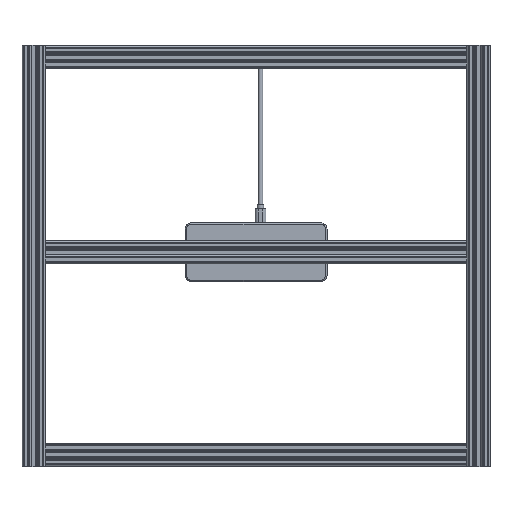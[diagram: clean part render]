
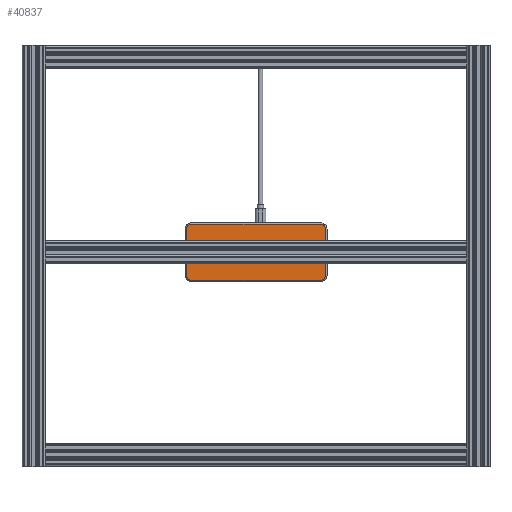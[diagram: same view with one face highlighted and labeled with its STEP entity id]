
A CAD part, front view. The second image highlights one B-rep face of the part: STEP entity #40837.
In plain terms, the highlighted planar face has unit normal (0, -1, 0).
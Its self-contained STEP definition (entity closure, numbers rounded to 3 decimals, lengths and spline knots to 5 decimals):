
#1821=CIRCLE('',#45599,0.0015);
#1822=CIRCLE('',#45600,0.0015);
#1823=CIRCLE('',#45601,0.0015);
#1824=CIRCLE('',#45602,0.0055);
#1825=CIRCLE('',#45603,0.0055);
#1826=CIRCLE('',#45604,0.0055);
#1827=CIRCLE('',#45605,0.0055);
#3797=ORIENTED_EDGE('',*,*,#15471,.T.);
#3798=ORIENTED_EDGE('',*,*,#15472,.T.);
#3799=ORIENTED_EDGE('',*,*,#15473,.T.);
#3800=ORIENTED_EDGE('',*,*,#15474,.F.);
#3801=ORIENTED_EDGE('',*,*,#15475,.T.);
#3802=ORIENTED_EDGE('',*,*,#15476,.T.);
#3803=ORIENTED_EDGE('',*,*,#15477,.F.);
#3804=ORIENTED_EDGE('',*,*,#15478,.T.);
#3805=ORIENTED_EDGE('',*,*,#15479,.T.);
#3806=ORIENTED_EDGE('',*,*,#15480,.T.);
#3807=ORIENTED_EDGE('',*,*,#15481,.T.);
#3808=ORIENTED_EDGE('',*,*,#15482,.T.);
#3809=ORIENTED_EDGE('',*,*,#15483,.T.);
#3810=ORIENTED_EDGE('',*,*,#15484,.T.);
#3811=ORIENTED_EDGE('',*,*,#15485,.T.);
#15471=EDGE_CURVE('',#21382,#21382,#1821,.T.);
#15472=EDGE_CURVE('',#21383,#21383,#1822,.T.);
#15473=EDGE_CURVE('',#21384,#21384,#1823,.T.);
#15474=EDGE_CURVE('',#21385,#21386,#25276,.T.);
#15475=EDGE_CURVE('',#21385,#21387,#25277,.T.);
#15476=EDGE_CURVE('',#21387,#21388,#25278,.T.);
#15477=EDGE_CURVE('',#21386,#21388,#25279,.T.);
#15478=EDGE_CURVE('',#21389,#21390,#25280,.T.);
#15479=EDGE_CURVE('',#21390,#21391,#1824,.F.);
#15480=EDGE_CURVE('',#21391,#21392,#25281,.T.);
#15481=EDGE_CURVE('',#21392,#21393,#1825,.F.);
#15482=EDGE_CURVE('',#21393,#21394,#25282,.T.);
#15483=EDGE_CURVE('',#21394,#21395,#1826,.F.);
#15484=EDGE_CURVE('',#21395,#21396,#25283,.T.);
#15485=EDGE_CURVE('',#21396,#21389,#1827,.F.);
#21382=VERTEX_POINT('',#61202);
#21383=VERTEX_POINT('',#61204);
#21384=VERTEX_POINT('',#61206);
#21385=VERTEX_POINT('',#61208);
#21386=VERTEX_POINT('',#61209);
#21387=VERTEX_POINT('',#61211);
#21388=VERTEX_POINT('',#61213);
#21389=VERTEX_POINT('',#61216);
#21390=VERTEX_POINT('',#61217);
#21391=VERTEX_POINT('',#61219);
#21392=VERTEX_POINT('',#61221);
#21393=VERTEX_POINT('',#61223);
#21394=VERTEX_POINT('',#61225);
#21395=VERTEX_POINT('',#61227);
#21396=VERTEX_POINT('',#61229);
#25276=LINE('',#61207,#29706);
#25277=LINE('',#61210,#29707);
#25278=LINE('',#61212,#29708);
#25279=LINE('',#61214,#29709);
#25280=LINE('',#61215,#29710);
#25281=LINE('',#61220,#29711);
#25282=LINE('',#61224,#29712);
#25283=LINE('',#61228,#29713);
#29706=VECTOR('',#49776,1.);
#29707=VECTOR('',#49777,1.);
#29708=VECTOR('',#49778,1.);
#29709=VECTOR('',#49779,1.);
#29710=VECTOR('',#49780,1.);
#29711=VECTOR('',#49783,1.);
#29712=VECTOR('',#49786,1.);
#29713=VECTOR('',#49789,1.);
#34120=EDGE_LOOP('',(#3797));
#34121=EDGE_LOOP('',(#3798));
#34122=EDGE_LOOP('',(#3799));
#34123=EDGE_LOOP('',(#3800,#3801,#3802,#3803));
#34124=EDGE_LOOP('',(#3804,#3805,#3806,#3807,#3808,#3809,#3810,#3811));
#36821=FACE_BOUND('',#34120,.T.);
#36822=FACE_BOUND('',#34121,.T.);
#36823=FACE_BOUND('',#34122,.T.);
#36824=FACE_BOUND('',#34123,.T.);
#36825=FACE_BOUND('',#34124,.T.);
#39362=PLANE('',#45598);
#40837=ADVANCED_FACE('',(#36821,#36822,#36823,#36824,#36825),#39362,.F.);
#45598=AXIS2_PLACEMENT_3D('',#61200,#49768,#49769);
#45599=AXIS2_PLACEMENT_3D('',#61201,#49770,#49771);
#45600=AXIS2_PLACEMENT_3D('',#61203,#49772,#49773);
#45601=AXIS2_PLACEMENT_3D('',#61205,#49774,#49775);
#45602=AXIS2_PLACEMENT_3D('',#61218,#49781,#49782);
#45603=AXIS2_PLACEMENT_3D('',#61222,#49784,#49785);
#45604=AXIS2_PLACEMENT_3D('',#61226,#49787,#49788);
#45605=AXIS2_PLACEMENT_3D('',#61230,#49790,#49791);
#49768=DIRECTION('',(0.,1.,0.));
#49769=DIRECTION('',(1.,0.,0.));
#49770=DIRECTION('',(0.,1.,0.));
#49771=DIRECTION('',(1.,0.,0.));
#49772=DIRECTION('',(0.,1.,0.));
#49773=DIRECTION('',(1.,0.,0.));
#49774=DIRECTION('',(0.,1.,0.));
#49775=DIRECTION('',(1.,0.,0.));
#49776=DIRECTION('',(0.,0.,1.));
#49777=DIRECTION('',(-1.,0.,0.));
#49778=DIRECTION('',(0.,0.,1.));
#49779=DIRECTION('',(-1.,0.,0.));
#49780=DIRECTION('',(0.,0.,1.));
#49781=DIRECTION('',(0.,1.,0.));
#49782=DIRECTION('',(1.,0.,0.));
#49783=DIRECTION('',(-1.,0.,0.));
#49784=DIRECTION('',(0.,1.,0.));
#49785=DIRECTION('',(1.,0.,0.));
#49786=DIRECTION('',(0.,0.,-1.));
#49787=DIRECTION('',(0.,1.,0.));
#49788=DIRECTION('',(1.,0.,0.));
#49789=DIRECTION('',(1.,0.,0.));
#49790=DIRECTION('',(0.,1.,0.));
#49791=DIRECTION('',(1.,0.,0.));
#61200=CARTESIAN_POINT('',(0.12885,-0.008,0.10323));
#61201=CARTESIAN_POINT('',(0.12885,-0.008,0.07723));
#61202=CARTESIAN_POINT('',(0.13035,-0.008,0.07723));
#61203=CARTESIAN_POINT('',(0.12885,-0.008,0.12923));
#61204=CARTESIAN_POINT('',(0.13035,-0.008,0.12923));
#61205=CARTESIAN_POINT('',(0.12885,-0.008,0.10323));
#61206=CARTESIAN_POINT('',(0.13035,-0.008,0.10323));
#61207=CARTESIAN_POINT('',(0.13635,-0.008,0.10323));
#61208=CARTESIAN_POINT('',(0.13635,-0.008,0.08273));
#61209=CARTESIAN_POINT('',(0.13635,-0.008,0.09773));
#61210=CARTESIAN_POINT('',(0.12885,-0.008,0.08273));
#61211=CARTESIAN_POINT('',(0.12135,-0.008,0.08273));
#61212=CARTESIAN_POINT('',(0.12135,-0.008,0.10323));
#61213=CARTESIAN_POINT('',(0.12135,-0.008,0.09773));
#61214=CARTESIAN_POINT('',(0.12885,-0.008,0.09773));
#61215=CARTESIAN_POINT('',(0.15935,-0.008,0.10323));
#61216=CARTESIAN_POINT('',(0.15935,-0.008,0.03323));
#61217=CARTESIAN_POINT('',(0.15935,-0.008,0.17323));
#61218=CARTESIAN_POINT('',(0.15385,-0.008,0.17323));
#61219=CARTESIAN_POINT('',(0.15385,-0.008,0.17873));
#61220=CARTESIAN_POINT('',(0.10385,-0.008,0.17873));
#61221=CARTESIAN_POINT('',(0.10385,-0.008,0.17873));
#61222=CARTESIAN_POINT('',(0.10385,-0.008,0.17323));
#61223=CARTESIAN_POINT('',(0.09835,-0.008,0.17323));
#61224=CARTESIAN_POINT('',(0.09835,-0.008,0.03323));
#61225=CARTESIAN_POINT('',(0.09835,-0.008,0.03323));
#61226=CARTESIAN_POINT('',(0.10385,-0.008,0.03323));
#61227=CARTESIAN_POINT('',(0.10385,-0.008,0.02773));
#61228=CARTESIAN_POINT('',(0.12885,-0.008,0.02773));
#61229=CARTESIAN_POINT('',(0.15385,-0.008,0.02773));
#61230=CARTESIAN_POINT('',(0.15385,-0.008,0.03323));
